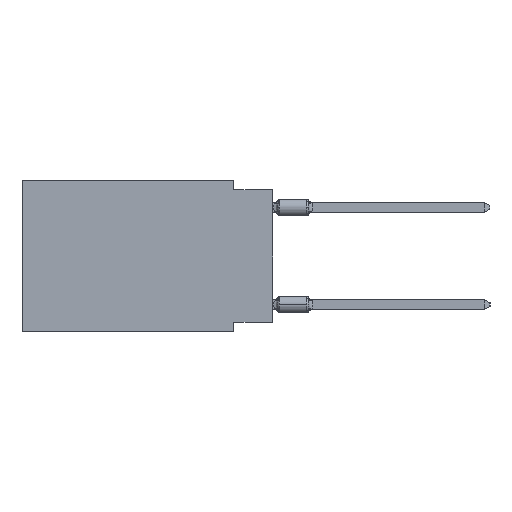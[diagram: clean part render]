
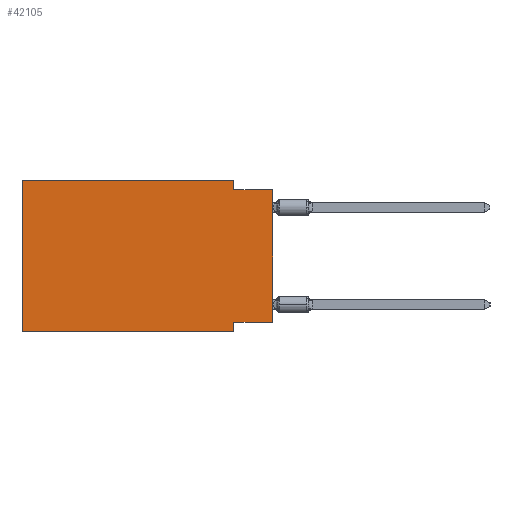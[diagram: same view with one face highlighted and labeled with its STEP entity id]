
A CAD part, left-side view. The second image highlights one B-rep face of the part: STEP entity #42105.
In plain terms, the highlighted planar face has unit normal (-1, 0, 0).
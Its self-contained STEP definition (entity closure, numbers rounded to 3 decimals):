
#338 = LINE ( 'NONE', #23149, #51362 ) ;
#664 = CARTESIAN_POINT ( 'NONE',  ( 0., 0., -0.635 ) ) ;
#666 = VERTEX_POINT ( 'NONE', #50330 ) ;
#1327 = EDGE_CURVE ( 'NONE', #44611, #28943, #17117, .T. ) ;
#1422 = DIRECTION ( 'NONE',  ( 0., 0., -1. ) ) ;
#3466 = ORIENTED_EDGE ( 'NONE', *, *, #39279, .F. ) ;
#4784 = EDGE_CURVE ( 'NONE', #44556, #36136, #19790, .T. ) ;
#4993 = EDGE_CURVE ( 'NONE', #44611, #44034, #22872, .T. ) ;
#7352 = VECTOR ( 'NONE', #43147, 1000. ) ;
#8545 = CARTESIAN_POINT ( 'NONE',  ( 0., 0., 0. ) ) ;
#8778 = CARTESIAN_POINT ( 'NONE',  ( 0., 2.54, 0. ) ) ;
#9249 = VERTEX_POINT ( 'NONE', #45954 ) ;
#9695 = CARTESIAN_POINT ( 'NONE',  ( 0., 16.383, 0. ) ) ;
#9982 = FACE_OUTER_BOUND ( 'NONE', #16159, .T. ) ;
#11430 = LINE ( 'NONE', #45963, #13124 ) ;
#12033 = LINE ( 'NONE', #50575, #23820 ) ;
#12634 = EDGE_CURVE ( 'NONE', #44034, #666, #12033, .T. ) ;
#13124 = VECTOR ( 'NONE', #32279, 1000. ) ;
#13686 = DIRECTION ( 'NONE',  ( 0., 0., 1. ) ) ;
#13747 = CARTESIAN_POINT ( 'NONE',  ( 0., 0., -9.271 ) ) ;
#15104 = VECTOR ( 'NONE', #30596, 1000. ) ;
#15645 = CARTESIAN_POINT ( 'NONE',  ( 0., 0., -9.271 ) ) ;
#15672 = LINE ( 'NONE', #19675, #35375 ) ;
#16159 = EDGE_LOOP ( 'NONE', ( #51149, #16664, #3466, #25217, #54302, #53164, #25388, #22006 ) ) ;
#16664 = ORIENTED_EDGE ( 'NONE', *, *, #53083, .F. ) ;
#17117 = LINE ( 'NONE', #8545, #41206 ) ;
#19675 = CARTESIAN_POINT ( 'NONE',  ( 0., 0., -0.635 ) ) ;
#19790 = LINE ( 'NONE', #49484, #34221 ) ;
#19965 = AXIS2_PLACEMENT_3D ( 'NONE', #9695, #40214, #1422 ) ;
#22006 = ORIENTED_EDGE ( 'NONE', *, *, #4993, .F. ) ;
#22872 = LINE ( 'NONE', #13747, #15104 ) ;
#23149 = CARTESIAN_POINT ( 'NONE',  ( 0., 2.54, 0. ) ) ;
#23820 = VECTOR ( 'NONE', #24047, 1000. ) ;
#24047 = DIRECTION ( 'NONE',  ( 0., 0., -1. ) ) ;
#25217 = ORIENTED_EDGE ( 'NONE', *, *, #4784, .F. ) ;
#25388 = ORIENTED_EDGE ( 'NONE', *, *, #12634, .F. ) ;
#25866 = VERTEX_POINT ( 'NONE', #47483 ) ;
#26581 = DIRECTION ( 'NONE',  ( 0., 0., -1. ) ) ;
#28943 = VERTEX_POINT ( 'NONE', #664 ) ;
#30596 = DIRECTION ( 'NONE',  ( 0., 1., 0. ) ) ;
#32084 = DIRECTION ( 'NONE',  ( 0., -1., 0. ) ) ;
#32279 = DIRECTION ( 'NONE',  ( 0., -1., 0. ) ) ;
#34221 = VECTOR ( 'NONE', #32084, 1000. ) ;
#34992 = EDGE_CURVE ( 'NONE', #9249, #44556, #39164, .T. ) ;
#35375 = VECTOR ( 'NONE', #55598, 1000. ) ;
#35945 = PLANE ( 'NONE',  #19965 ) ;
#36136 = VERTEX_POINT ( 'NONE', #8778 ) ;
#38597 = CARTESIAN_POINT ( 'NONE',  ( 0., 16.383, 0. ) ) ;
#39164 = LINE ( 'NONE', #38597, #7352 ) ;
#39279 = EDGE_CURVE ( 'NONE', #36136, #25866, #338, .T. ) ;
#39498 = EDGE_CURVE ( 'NONE', #9249, #666, #11430, .T. ) ;
#39786 = CARTESIAN_POINT ( 'NONE',  ( 0., 2.54, -9.271 ) ) ;
#40214 = DIRECTION ( 'NONE',  ( 1., 0., 0. ) ) ;
#41206 = VECTOR ( 'NONE', #13686, 1000. ) ;
#42105 = ADVANCED_FACE ( 'NONE', ( #9982 ), #35945, .F. ) ;
#43147 = DIRECTION ( 'NONE',  ( 0., 0., 1. ) ) ;
#44034 = VERTEX_POINT ( 'NONE', #39786 ) ;
#44556 = VERTEX_POINT ( 'NONE', #50736 ) ;
#44611 = VERTEX_POINT ( 'NONE', #15645 ) ;
#45954 = CARTESIAN_POINT ( 'NONE',  ( 0., 16.383, -9.906 ) ) ;
#45963 = CARTESIAN_POINT ( 'NONE',  ( 0., 16.383, -9.906 ) ) ;
#47483 = CARTESIAN_POINT ( 'NONE',  ( 0., 2.54, -0.635 ) ) ;
#49484 = CARTESIAN_POINT ( 'NONE',  ( 0., 16.383, 0. ) ) ;
#50330 = CARTESIAN_POINT ( 'NONE',  ( 0., 2.54, -9.906 ) ) ;
#50575 = CARTESIAN_POINT ( 'NONE',  ( 0., 2.54, -9.906 ) ) ;
#50736 = CARTESIAN_POINT ( 'NONE',  ( 0., 16.383, 0. ) ) ;
#51149 = ORIENTED_EDGE ( 'NONE', *, *, #1327, .T. ) ;
#51362 = VECTOR ( 'NONE', #26581, 1000. ) ;
#53083 = EDGE_CURVE ( 'NONE', #25866, #28943, #15672, .T. ) ;
#53164 = ORIENTED_EDGE ( 'NONE', *, *, #39498, .T. ) ;
#54302 = ORIENTED_EDGE ( 'NONE', *, *, #34992, .F. ) ;
#55598 = DIRECTION ( 'NONE',  ( 0., -1., 0. ) ) ;
